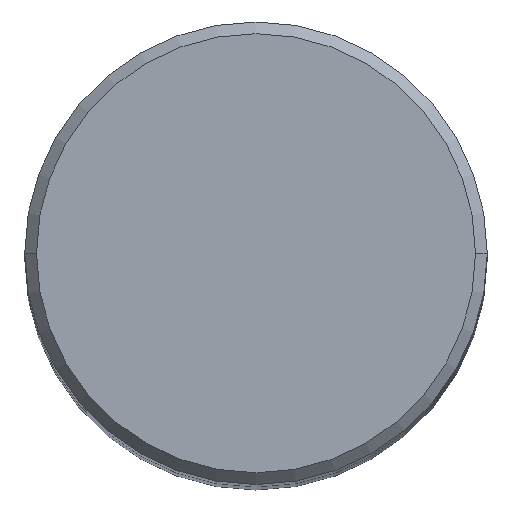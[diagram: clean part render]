
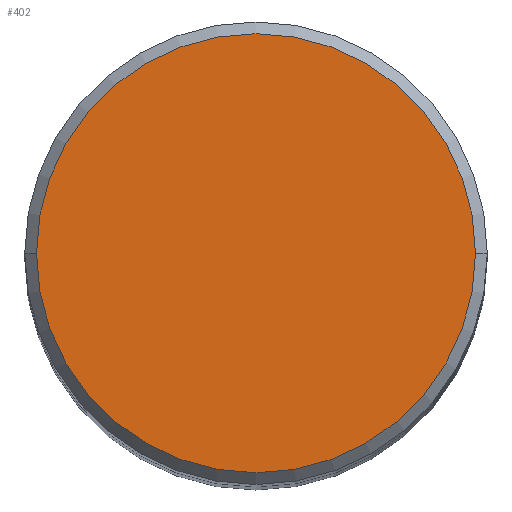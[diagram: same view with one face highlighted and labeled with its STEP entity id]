
A CAD part, top view. The second image highlights one B-rep face of the part: STEP entity #402.
In plain terms, the highlighted planar face has unit normal (0, 0, 1).
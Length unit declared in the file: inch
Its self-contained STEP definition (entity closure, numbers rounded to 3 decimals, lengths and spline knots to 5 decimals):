
#12 = CARTESIAN_POINT ( 'NONE',  ( -0.3737, 0., 0. ) ) ;
#49 = AXIS2_PLACEMENT_3D ( 'NONE', #370, #377, #375 ) ;
#80 = EDGE_LOOP ( 'NONE', ( #197, #312 ) ) ;
#92 = CARTESIAN_POINT ( 'NONE',  ( 0., 0.3737, 0. ) ) ;
#93 = VERTEX_POINT ( 'NONE', #12 ) ;
#97 = EDGE_CURVE ( 'NONE', #93, #355, #187, .T. ) ;
#143 = AXIS2_PLACEMENT_3D ( 'NONE', #264, #399, #177 ) ;
#177 = DIRECTION ( 'NONE',  ( 1., 0., 0. ) ) ;
#187 = CIRCLE ( 'NONE', #143, 0.3737 ) ;
#197 = ORIENTED_EDGE ( 'NONE', *, *, #97, .T. ) ;
#218 = DIRECTION ( 'NONE',  ( 0., 0., -1. ) ) ;
#223 = CARTESIAN_POINT ( 'NONE',  ( 0.3737, 0., 0. ) ) ;
#231 = EDGE_CURVE ( 'NONE', #355, #93, #391, .T. ) ;
#264 = CARTESIAN_POINT ( 'NONE',  ( 0., 0., 0. ) ) ;
#312 = ORIENTED_EDGE ( 'NONE', *, *, #231, .T. ) ;
#322 = AXIS2_PLACEMENT_3D ( 'NONE', #92, #218, #351 ) ;
#351 = DIRECTION ( 'NONE',  ( -1., 0., 0. ) ) ;
#354 = FACE_OUTER_BOUND ( 'NONE', #80, .T. ) ;
#355 = VERTEX_POINT ( 'NONE', #223 ) ;
#370 = CARTESIAN_POINT ( 'NONE',  ( 0., 0., 0. ) ) ;
#375 = DIRECTION ( 'NONE',  ( 1., 0., 0. ) ) ;
#377 = DIRECTION ( 'NONE',  ( 0., 0., 1. ) ) ;
#384 = PLANE ( 'NONE',  #322 ) ;
#391 = CIRCLE ( 'NONE', #49, 0.3737 ) ;
#399 = DIRECTION ( 'NONE',  ( 0., 0., 1. ) ) ;
#402 = ADVANCED_FACE ( 'NONE', ( #354 ), #384, .F. ) ;
